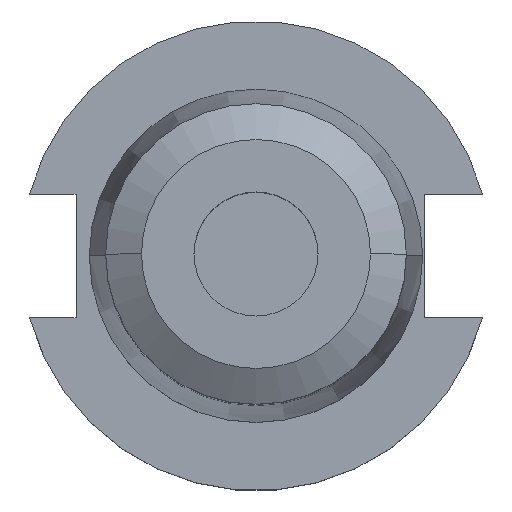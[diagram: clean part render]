
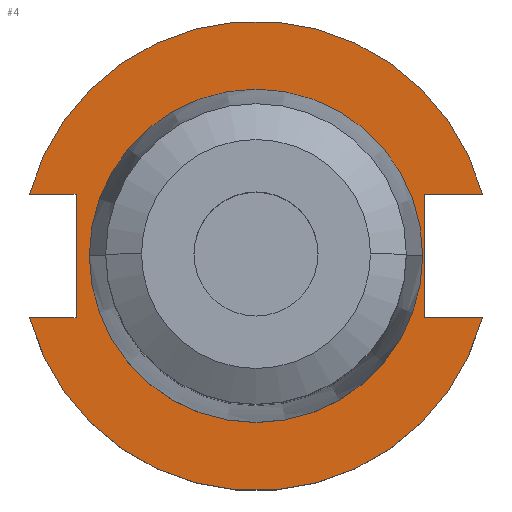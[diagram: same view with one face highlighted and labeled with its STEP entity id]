
A CAD part, top view. The second image highlights one B-rep face of the part: STEP entity #4.
In plain terms, the highlighted planar face has unit normal (0, 0, 1).
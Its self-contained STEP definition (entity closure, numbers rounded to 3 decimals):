
#1 = CARTESIAN_POINT ( 'NONE',  ( 35.306, -12.954, 19.05 ) ) ;
#4 = ADVANCED_FACE ( 'NONE', ( #892, #1263 ), #1623, .T. ) ;
#8 = CARTESIAN_POINT ( 'NONE',  ( -37.719, 12.954, 19.05 ) ) ;
#88 = CARTESIAN_POINT ( 'NONE',  ( 47.477, -12.954, 19.05 ) ) ;
#89 = CARTESIAN_POINT ( 'NONE',  ( 0., 0., 19.05 ) ) ;
#116 = EDGE_CURVE ( 'NONE', #1330, #560, #304, .T. ) ;
#154 = ORIENTED_EDGE ( 'NONE', *, *, #1165, .F. ) ;
#224 = LINE ( 'NONE', #1616, #952 ) ;
#226 = EDGE_CURVE ( 'NONE', #826, #1578, #717, .T. ) ;
#264 = ORIENTED_EDGE ( 'NONE', *, *, #1790, .F. ) ;
#282 = CARTESIAN_POINT ( 'NONE',  ( 35.306, 12.954, 19.05 ) ) ;
#288 = CARTESIAN_POINT ( 'NONE',  ( 35.306, -12.954, 19.05 ) ) ;
#291 = EDGE_CURVE ( 'NONE', #1291, #1544, #953, .T. ) ;
#304 = CIRCLE ( 'NONE', #1520, 34.925 ) ;
#330 = VECTOR ( 'NONE', #352, 1000. ) ;
#352 = DIRECTION ( 'NONE',  ( 1., 0., 0. ) ) ;
#369 = ORIENTED_EDGE ( 'NONE', *, *, #1224, .T. ) ;
#385 = LINE ( 'NONE', #1660, #330 ) ;
#401 = CARTESIAN_POINT ( 'NONE',  ( -63.719, 12.954, 19.05 ) ) ;
#435 = DIRECTION ( 'NONE',  ( 0., 1., 0. ) ) ;
#489 = ORIENTED_EDGE ( 'NONE', *, *, #1108, .T. ) ;
#519 = CARTESIAN_POINT ( 'NONE',  ( 35.306, 12.954, 19.05 ) ) ;
#529 = ORIENTED_EDGE ( 'NONE', *, *, #867, .F. ) ;
#536 = VECTOR ( 'NONE', #1667, 1000. ) ;
#560 = VERTEX_POINT ( 'NONE', #1091 ) ;
#614 = ORIENTED_EDGE ( 'NONE', *, *, #116, .F. ) ;
#619 = LINE ( 'NONE', #1, #1729 ) ;
#706 = CARTESIAN_POINT ( 'NONE',  ( 47.477, 12.954, 19.05 ) ) ;
#715 = DIRECTION ( 'NONE',  ( 0., 0., 1. ) ) ;
#717 = LINE ( 'NONE', #401, #1431 ) ;
#726 = DIRECTION ( 'NONE',  ( 1., 0., 0. ) ) ;
#746 = DIRECTION ( 'NONE',  ( 1., 0., 0. ) ) ;
#782 = CARTESIAN_POINT ( 'NONE',  ( 0., 0., 19.05 ) ) ;
#800 = DIRECTION ( 'NONE',  ( 0., 0., 1. ) ) ;
#826 = VERTEX_POINT ( 'NONE', #8 ) ;
#840 = EDGE_CURVE ( 'NONE', #1425, #1186, #619, .T. ) ;
#844 = CIRCLE ( 'NONE', #1618, 49.212 ) ;
#867 = EDGE_CURVE ( 'NONE', #1830, #826, #224, .T. ) ;
#869 = DIRECTION ( 'NONE',  ( 0., 0., 1. ) ) ;
#892 = FACE_BOUND ( 'NONE', #1735, .T. ) ;
#896 = DIRECTION ( 'NONE',  ( 1., 0., 0. ) ) ;
#952 = VECTOR ( 'NONE', #435, 1000. ) ;
#953 = LINE ( 'NONE', #519, #536 ) ;
#957 = CARTESIAN_POINT ( 'NONE',  ( -47.477, 12.954, 19.05 ) ) ;
#1010 = AXIS2_PLACEMENT_3D ( 'NONE', #782, #800, #1368 ) ;
#1057 = EDGE_LOOP ( 'NONE', ( #369, #1151, #154, #1485, #489, #1720, #529, #1569 ) ) ;
#1091 = CARTESIAN_POINT ( 'NONE',  ( -34.925, 0., 19.05 ) ) ;
#1108 = EDGE_CURVE ( 'NONE', #1291, #1578, #1615, .T. ) ;
#1126 = AXIS2_PLACEMENT_3D ( 'NONE', #1463, #715, #726 ) ;
#1151 = ORIENTED_EDGE ( 'NONE', *, *, #840, .F. ) ;
#1160 = DIRECTION ( 'NONE',  ( 0., -1., 0. ) ) ;
#1165 = EDGE_CURVE ( 'NONE', #1544, #1425, #1573, .T. ) ;
#1182 = VECTOR ( 'NONE', #1160, 1000. ) ;
#1186 = VERTEX_POINT ( 'NONE', #88 ) ;
#1224 = EDGE_CURVE ( 'NONE', #1396, #1186, #844, .T. ) ;
#1255 = DIRECTION ( 'NONE',  ( -1., 0., 0. ) ) ;
#1263 = FACE_OUTER_BOUND ( 'NONE', #1057, .T. ) ;
#1291 = VERTEX_POINT ( 'NONE', #706 ) ;
#1330 = VERTEX_POINT ( 'NONE', #1572 ) ;
#1368 = DIRECTION ( 'NONE',  ( 1., 0., 0. ) ) ;
#1396 = VERTEX_POINT ( 'NONE', #1721 ) ;
#1425 = VERTEX_POINT ( 'NONE', #288 ) ;
#1431 = VECTOR ( 'NONE', #1255, 1000. ) ;
#1462 = CARTESIAN_POINT ( 'NONE',  ( 0., 49.212, 19.05 ) ) ;
#1463 = CARTESIAN_POINT ( 'NONE',  ( 0., 0., 19.05 ) ) ;
#1485 = ORIENTED_EDGE ( 'NONE', *, *, #291, .F. ) ;
#1520 = AXIS2_PLACEMENT_3D ( 'NONE', #1879, #869, #1737 ) ;
#1544 = VERTEX_POINT ( 'NONE', #282 ) ;
#1562 = CARTESIAN_POINT ( 'NONE',  ( 35.306, 12.954, 19.05 ) ) ;
#1569 = ORIENTED_EDGE ( 'NONE', *, *, #1808, .F. ) ;
#1572 = CARTESIAN_POINT ( 'NONE',  ( 34.925, 0., 19.05 ) ) ;
#1573 = LINE ( 'NONE', #1562, #1182 ) ;
#1578 = VERTEX_POINT ( 'NONE', #957 ) ;
#1615 = CIRCLE ( 'NONE', #1126, 49.212 ) ;
#1616 = CARTESIAN_POINT ( 'NONE',  ( -37.719, 12.954, 19.05 ) ) ;
#1618 = AXIS2_PLACEMENT_3D ( 'NONE', #89, #1836, #1704 ) ;
#1623 = PLANE ( 'NONE',  #1656 ) ;
#1650 = CARTESIAN_POINT ( 'NONE',  ( -37.719, -12.954, 19.05 ) ) ;
#1656 = AXIS2_PLACEMENT_3D ( 'NONE', #1462, #1758, #746 ) ;
#1660 = CARTESIAN_POINT ( 'NONE',  ( -63.719, -12.954, 19.05 ) ) ;
#1667 = DIRECTION ( 'NONE',  ( -1., 0., 0. ) ) ;
#1704 = DIRECTION ( 'NONE',  ( 1., 0., 0. ) ) ;
#1720 = ORIENTED_EDGE ( 'NONE', *, *, #226, .F. ) ;
#1721 = CARTESIAN_POINT ( 'NONE',  ( -47.477, -12.954, 19.05 ) ) ;
#1729 = VECTOR ( 'NONE', #896, 1000. ) ;
#1735 = EDGE_LOOP ( 'NONE', ( #614, #264 ) ) ;
#1737 = DIRECTION ( 'NONE',  ( 1., 0., 0. ) ) ;
#1758 = DIRECTION ( 'NONE',  ( 0., 0., 1. ) ) ;
#1790 = EDGE_CURVE ( 'NONE', #560, #1330, #1866, .T. ) ;
#1808 = EDGE_CURVE ( 'NONE', #1396, #1830, #385, .T. ) ;
#1830 = VERTEX_POINT ( 'NONE', #1650 ) ;
#1836 = DIRECTION ( 'NONE',  ( 0., 0., 1. ) ) ;
#1866 = CIRCLE ( 'NONE', #1010, 34.925 ) ;
#1879 = CARTESIAN_POINT ( 'NONE',  ( 0., 0., 19.05 ) ) ;
